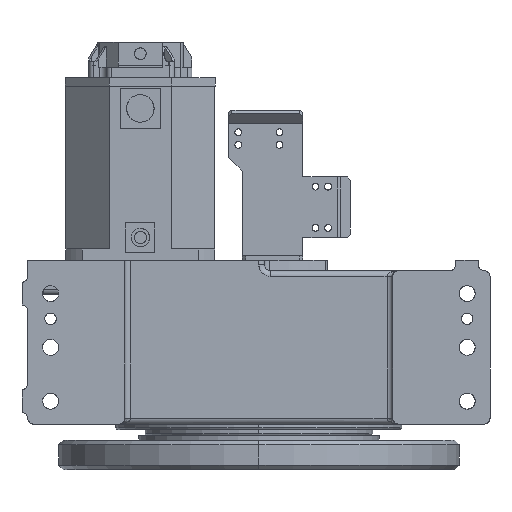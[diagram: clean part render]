
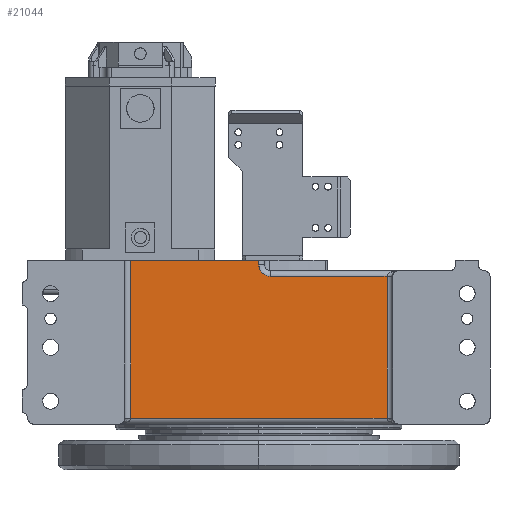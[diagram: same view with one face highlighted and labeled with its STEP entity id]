
A CAD part, front view. The second image highlights one B-rep face of the part: STEP entity #21044.
In plain terms, the highlighted planar face has unit normal (0, -1, 0).
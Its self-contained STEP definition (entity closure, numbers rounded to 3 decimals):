
#21044 = ADVANCED_FACE('',(#21045),#21125,.T.);
#21045 = FACE_BOUND('',#21046,.T.);
#21046 = EDGE_LOOP('',(#21047,#21057,#21065,#21073,#21081,#21089,#21119)
  );
#21047 = ORIENTED_EDGE('',*,*,#21048,.T.);
#21048 = EDGE_CURVE('',#21049,#21051,#21053,.T.);
#21049 = VERTEX_POINT('',#21050);
#21050 = CARTESIAN_POINT('',(0.,-180.,183.));
#21051 = VERTEX_POINT('',#21052);
#21052 = CARTESIAN_POINT('',(-112.,-180.,183.));
#21053 = LINE('',#21054,#21055);
#21054 = CARTESIAN_POINT('',(0.,-180.,183.));
#21055 = VECTOR('',#21056,1.);
#21056 = DIRECTION('',(-1.,0.,0.));
#21057 = ORIENTED_EDGE('',*,*,#21058,.T.);
#21058 = EDGE_CURVE('',#21051,#21059,#21061,.T.);
#21059 = VERTEX_POINT('',#21060);
#21060 = CARTESIAN_POINT('',(-112.,-180.,45.));
#21061 = LINE('',#21062,#21063);
#21062 = CARTESIAN_POINT('',(-112.,-180.,183.));
#21063 = VECTOR('',#21064,1.);
#21064 = DIRECTION('',(0.,0.,-1.));
#21065 = ORIENTED_EDGE('',*,*,#21066,.T.);
#21066 = EDGE_CURVE('',#21059,#21067,#21069,.T.);
#21067 = VERTEX_POINT('',#21068);
#21068 = CARTESIAN_POINT('',(112.,-180.,45.));
#21069 = LINE('',#21070,#21071);
#21070 = CARTESIAN_POINT('',(-112.,-180.,45.));
#21071 = VECTOR('',#21072,1.);
#21072 = DIRECTION('',(1.,0.,0.));
#21073 = ORIENTED_EDGE('',*,*,#21074,.T.);
#21074 = EDGE_CURVE('',#21067,#21075,#21077,.T.);
#21075 = VERTEX_POINT('',#21076);
#21076 = CARTESIAN_POINT('',(112.,-180.,169.));
#21077 = LINE('',#21078,#21079);
#21078 = CARTESIAN_POINT('',(112.,-180.,45.));
#21079 = VECTOR('',#21080,1.);
#21080 = DIRECTION('',(0.,0.,1.));
#21081 = ORIENTED_EDGE('',*,*,#21082,.T.);
#21082 = EDGE_CURVE('',#21075,#21083,#21085,.T.);
#21083 = VERTEX_POINT('',#21084);
#21084 = CARTESIAN_POINT('',(10.,-180.,169.));
#21085 = LINE('',#21086,#21087);
#21086 = CARTESIAN_POINT('',(112.,-180.,169.));
#21087 = VECTOR('',#21088,1.);
#21088 = DIRECTION('',(-1.,0.,0.));
#21089 = ORIENTED_EDGE('',*,*,#21090,.T.);
#21090 = EDGE_CURVE('',#21083,#21091,#21093,.T.);
#21091 = VERTEX_POINT('',#21092);
#21092 = CARTESIAN_POINT('',(0.,-180.,179.));
#21093 = B_SPLINE_CURVE_WITH_KNOTS('',3,(#21094,#21095,#21096,#21097,
    #21098,#21099,#21100,#21101,#21102,#21103,#21104,#21105,#21106,
    #21107,#21108,#21109,#21110,#21111,#21112,#21113,#21114,#21115,
    #21116,#21117,#21118),.UNSPECIFIED.,.F.,.F.,(4,3,3,3,3,3,3,3,4),(
    -6.283,-6.087,-5.89,-5.694,
    -5.498,-5.301,-5.105,-4.909,
    -4.712),.UNSPECIFIED.);
#21094 = CARTESIAN_POINT('',(10.,-180.,169.));
#21095 = CARTESIAN_POINT('',(9.343,-180.,169.));
#21096 = CARTESIAN_POINT('',(8.693,-180.,169.064));
#21097 = CARTESIAN_POINT('',(8.049,-180.,169.192));
#21098 = CARTESIAN_POINT('',(7.405,-180.,169.32));
#21099 = CARTESIAN_POINT('',(6.78,-180.,169.51));
#21100 = CARTESIAN_POINT('',(6.173,-180.,169.761));
#21101 = CARTESIAN_POINT('',(5.567,-180.,170.012));
#21102 = CARTESIAN_POINT('',(4.99,-180.,170.321));
#21103 = CARTESIAN_POINT('',(4.444,-180.,170.685));
#21104 = CARTESIAN_POINT('',(3.898,-180.,171.05));
#21105 = CARTESIAN_POINT('',(3.393,-180.,171.465));
#21106 = CARTESIAN_POINT('',(2.929,-180.,171.929));
#21107 = CARTESIAN_POINT('',(2.465,-180.,172.393));
#21108 = CARTESIAN_POINT('',(2.05,-180.,172.898));
#21109 = CARTESIAN_POINT('',(1.685,-180.,173.444));
#21110 = CARTESIAN_POINT('',(1.321,-180.,173.99));
#21111 = CARTESIAN_POINT('',(1.012,-180.,174.567));
#21112 = CARTESIAN_POINT('',(0.761,-180.,175.173));
#21113 = CARTESIAN_POINT('',(0.51,-180.,175.78));
#21114 = CARTESIAN_POINT('',(0.32,-180.,176.405));
#21115 = CARTESIAN_POINT('',(0.192,-180.,177.049));
#21116 = CARTESIAN_POINT('',(0.064,-180.,177.693));
#21117 = CARTESIAN_POINT('',(0.,-180.,178.343));
#21118 = CARTESIAN_POINT('',(0.,-180.,179.));
#21119 = ORIENTED_EDGE('',*,*,#21120,.T.);
#21120 = EDGE_CURVE('',#21091,#21049,#21121,.T.);
#21121 = LINE('',#21122,#21123);
#21122 = CARTESIAN_POINT('',(0.,-180.,179.));
#21123 = VECTOR('',#21124,1.);
#21124 = DIRECTION('',(0.,0.,1.));
#21125 = PLANE('',#21126);
#21126 = AXIS2_PLACEMENT_3D('',#21127,#21128,#21129);
#21127 = CARTESIAN_POINT('',(-112.,-180.,114.));
#21128 = DIRECTION('',(0.,-1.,0.));
#21129 = DIRECTION('',(0.,0.,-1.));
